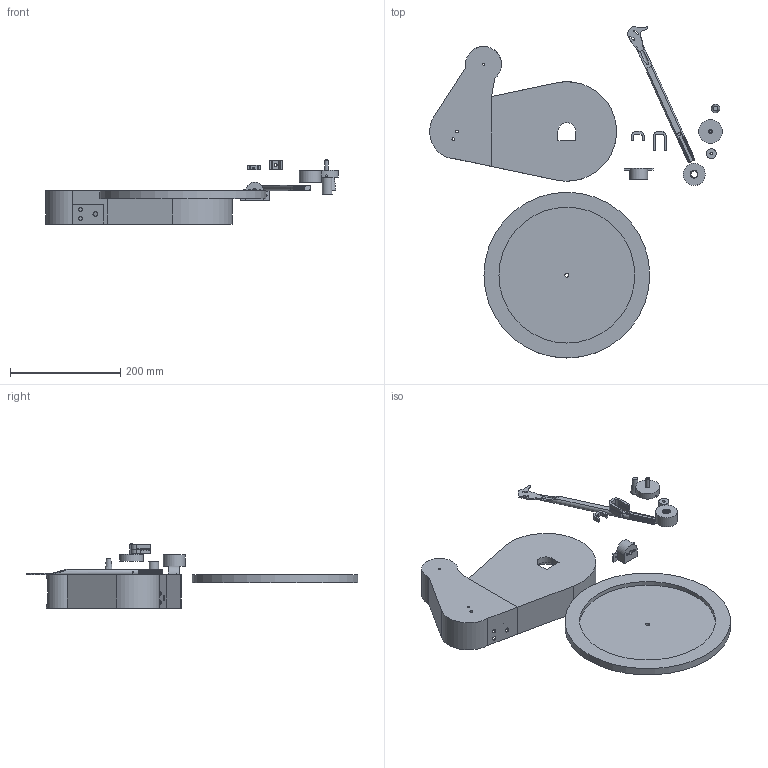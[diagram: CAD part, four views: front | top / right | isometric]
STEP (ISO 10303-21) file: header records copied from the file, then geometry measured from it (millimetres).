
FILE_DESCRIPTION(/* description */ (''),/* implementation_level */ '2;1');
FILE_NAME(/* name */ 'Orbit v2.step',/* time_stamp */ '2020-03-10T12:08:58+10:00',/* author */ (''),/* organization */ (''),/* preprocessor_version */ 'ST-DEVELOPER v18',/* originating_system */ 'Autodesk Translation Framework v8.12.0.6',/* authorisation */ '');
FILE_SCHEMA (('AUTOMOTIVE_DESIGN { 1 0 10303 214 3 1 1 }'));
Length unit declared in the file: millimetre
Products named in the file (1): Mark 1
Bounding box: 529.84 x 600.93 x 116 mm (x, y, z)
Volume: 1874064.9 mm3; surface area: 434117.6 mm2
Topology: 11 solids, 11 shells, 558 faces, 1559 edges, 1053 vertices
Faces by surface type: cylinder 206, bspline 183, plane 165, cone 4
Full cylindrical faces by diameter (mm): 2.8 x7, 3 x13, 3.1 x1, 3.2 x2, 4.5 x2, 4.9 x1, 5 x3, 5.5 x9, 6 x1, 7 x7, 7.044 x1, 7.244 x1, 8 x1, 8.5 x1, 12.422 x10, 13 x1, 14.65 x9, 18 x1, 22 x1, 28 x1, 40 x3, 42.9 x1, 246 x1, 300 x1
Entity records: 27331 total; most frequent: CARTESIAN_POINT 14340, ORIENTED_EDGE 3118, DIRECTION 1886, EDGE_CURVE 1559, VERTEX_POINT 1053, LINE 700, VECTOR 700, EDGE_LOOP 678
